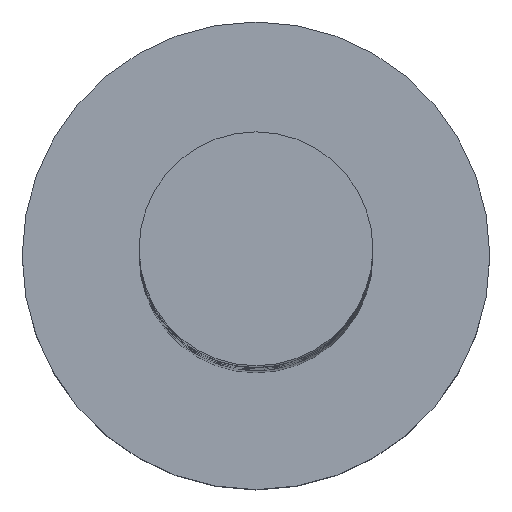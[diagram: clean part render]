
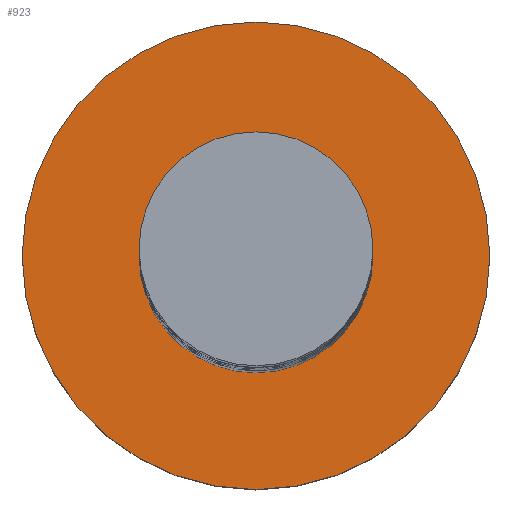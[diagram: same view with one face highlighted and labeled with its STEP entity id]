
A CAD part, top view. The second image highlights one B-rep face of the part: STEP entity #923.
In plain terms, the highlighted planar face has unit normal (0, 0, 1).
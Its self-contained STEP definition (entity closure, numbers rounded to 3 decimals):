
#1 = CIRCLE ( 'NONE', #208, 3. ) ;
#112 = DIRECTION ( 'NONE',  ( 0., 0., 1. ) ) ;
#208 = AXIS2_PLACEMENT_3D ( 'NONE', #369, #868, #356 ) ;
#215 = DIRECTION ( 'NONE',  ( 1., 0., 0. ) ) ;
#224 = CARTESIAN_POINT ( 'NONE',  ( 0., 0., 5. ) ) ;
#254 = ORIENTED_EDGE ( 'NONE', *, *, #348, .F. ) ;
#266 = PLANE ( 'NONE',  #760 ) ;
#331 = EDGE_CURVE ( 'NONE', #1158, #1315, #451, .T. ) ;
#342 = CARTESIAN_POINT ( 'NONE',  ( 0., 0., 5. ) ) ;
#348 = EDGE_CURVE ( 'NONE', #750, #969, #1527, .T. ) ;
#356 = DIRECTION ( 'NONE',  ( 1., 0., 0. ) ) ;
#369 = CARTESIAN_POINT ( 'NONE',  ( 0., 0., 5. ) ) ;
#400 = FACE_OUTER_BOUND ( 'NONE', #1196, .T. ) ;
#411 = ORIENTED_EDGE ( 'NONE', *, *, #649, .T. ) ;
#432 = CARTESIAN_POINT ( 'NONE',  ( 6., 0., 5. ) ) ;
#451 = CIRCLE ( 'NONE', #890, 6. ) ;
#502 = EDGE_CURVE ( 'NONE', #969, #750, #1, .T. ) ;
#649 = EDGE_CURVE ( 'NONE', #1315, #1158, #710, .T. ) ;
#686 = AXIS2_PLACEMENT_3D ( 'NONE', #943, #1428, #1417 ) ;
#710 = CIRCLE ( 'NONE', #1317, 6. ) ;
#726 = EDGE_LOOP ( 'NONE', ( #254, #983 ) ) ;
#750 = VERTEX_POINT ( 'NONE', #836 ) ;
#760 = AXIS2_PLACEMENT_3D ( 'NONE', #1122, #896, #1022 ) ;
#820 = DIRECTION ( 'NONE',  ( 0., 0., 1. ) ) ;
#836 = CARTESIAN_POINT ( 'NONE',  ( -3., 0., 5. ) ) ;
#868 = DIRECTION ( 'NONE',  ( 0., 0., 1. ) ) ;
#886 = FACE_BOUND ( 'NONE', #726, .T. ) ;
#890 = AXIS2_PLACEMENT_3D ( 'NONE', #342, #112, #934 ) ;
#896 = DIRECTION ( 'NONE',  ( 0., 0., 1. ) ) ;
#923 = ADVANCED_FACE ( 'NONE', ( #886, #400 ), #266, .T. ) ;
#934 = DIRECTION ( 'NONE',  ( 1., 0., 0. ) ) ;
#943 = CARTESIAN_POINT ( 'NONE',  ( 0., 0., 5. ) ) ;
#969 = VERTEX_POINT ( 'NONE', #1496 ) ;
#983 = ORIENTED_EDGE ( 'NONE', *, *, #502, .F. ) ;
#1022 = DIRECTION ( 'NONE',  ( 1., 0., 0. ) ) ;
#1122 = CARTESIAN_POINT ( 'NONE',  ( 0., 0., 5. ) ) ;
#1158 = VERTEX_POINT ( 'NONE', #432 ) ;
#1186 = CARTESIAN_POINT ( 'NONE',  ( -6., 0., 5. ) ) ;
#1196 = EDGE_LOOP ( 'NONE', ( #411, #1438 ) ) ;
#1315 = VERTEX_POINT ( 'NONE', #1186 ) ;
#1317 = AXIS2_PLACEMENT_3D ( 'NONE', #224, #820, #215 ) ;
#1417 = DIRECTION ( 'NONE',  ( 1., 0., 0. ) ) ;
#1428 = DIRECTION ( 'NONE',  ( 0., 0., 1. ) ) ;
#1438 = ORIENTED_EDGE ( 'NONE', *, *, #331, .T. ) ;
#1496 = CARTESIAN_POINT ( 'NONE',  ( 3., 0., 5. ) ) ;
#1527 = CIRCLE ( 'NONE', #686, 3. ) ;
